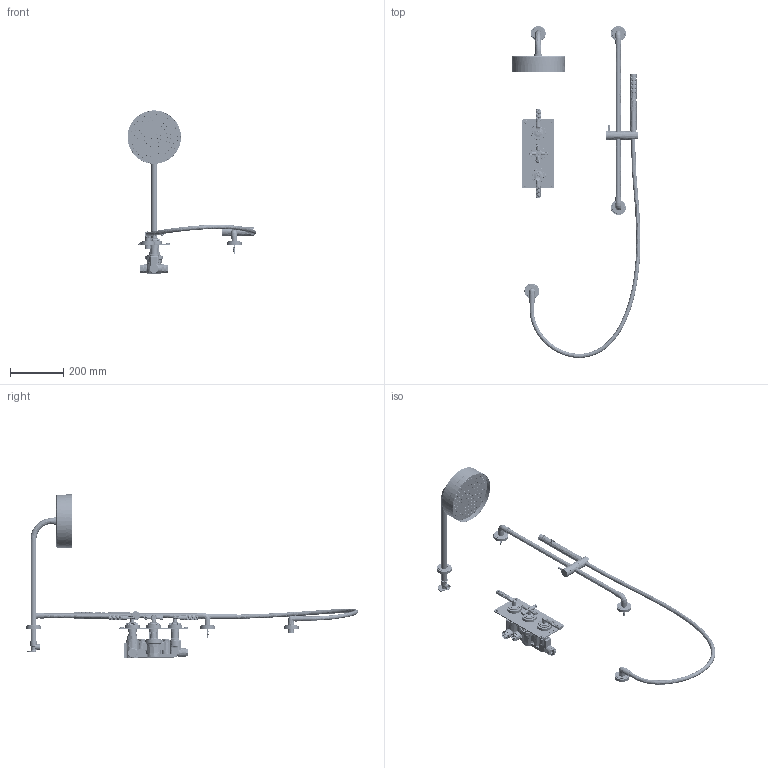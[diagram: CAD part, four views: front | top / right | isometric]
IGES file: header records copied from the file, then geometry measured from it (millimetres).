
Global section: file name: V7B1XLK; native system: Autodesk Inventor 2016; preprocessor: unknown; author: rclarke; date: 20160512.151521; units: millimetre
Bounding box: 482.97 x 1243.4 x 610.95 mm (x, y, z)
Volume: 2770604.8 mm3; surface area: 905479.9 mm2
Topology: 155 solids, 171 shells, 35250 faces, 78066 edges, 43809 vertices
Faces by surface type: bspline 35250
